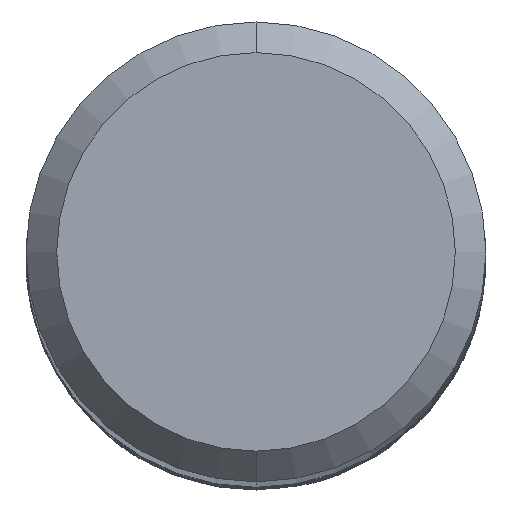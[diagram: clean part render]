
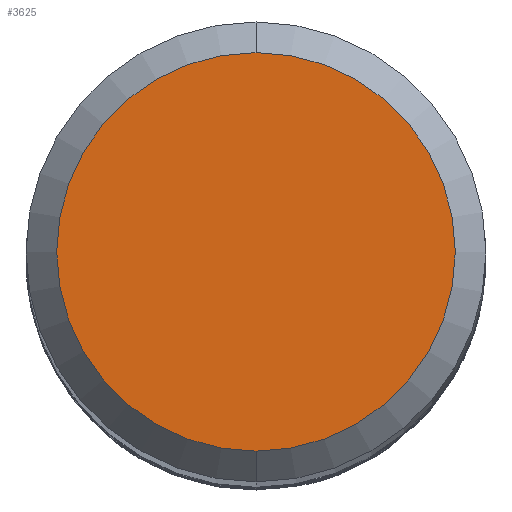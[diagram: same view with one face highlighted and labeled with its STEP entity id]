
A CAD part, top view. The second image highlights one B-rep face of the part: STEP entity #3625.
In plain terms, the highlighted planar face has unit normal (0, 0, 1).
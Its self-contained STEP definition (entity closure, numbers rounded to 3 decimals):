
#1699=VERTEX_POINT('',#4185);
#2391=EDGE_CURVE('',#2627,#1699,#4928,.T.);
#2627=VERTEX_POINT('',#5183);
#3065=EDGE_CURVE('',#1699,#2627,#5663,.T.);
#3625=ADVANCED_FACE('',(#6283),#6284,.T.);
#4185=CARTESIAN_POINT('',(0.,-2.6,0.0));
#4928=CIRCLE('',#15311,2.6);
#5183=CARTESIAN_POINT('',(0.0,2.6,0.0));
#5663=CIRCLE('',#22912,2.6);
#6283=FACE_OUTER_BOUND('',#29366,.T.);
#6284=PLANE('',#29367);
#15311=AXIS2_PLACEMENT_3D('',#30789,#30790,#30791);
#22912=AXIS2_PLACEMENT_3D('',#31597,#31598,#31599);
#29366=EDGE_LOOP('',(#32320,#32321));
#29367=AXIS2_PLACEMENT_3D('',#32322,#32323,#32324);
#30789=CARTESIAN_POINT('',(0.0,0.0,0.0));
#30790=DIRECTION('',(0.0,0.0,-1.0));
#30791=DIRECTION('',(0.0,1.0,0.0));
#31597=CARTESIAN_POINT('',(0.0,0.0,0.0));
#31598=DIRECTION('',(0.0,0.0,-1.0));
#31599=DIRECTION('',(0.0,1.0,0.0));
#32320=ORIENTED_EDGE('',*,*,#2391,.F.);
#32321=ORIENTED_EDGE('',*,*,#3065,.F.);
#32322=CARTESIAN_POINT('',(0.0,1.3,0.0));
#32323=DIRECTION('',(-0.0,0.0,1.0));
#32324=DIRECTION('',(0.0,-1.0,0.0));
